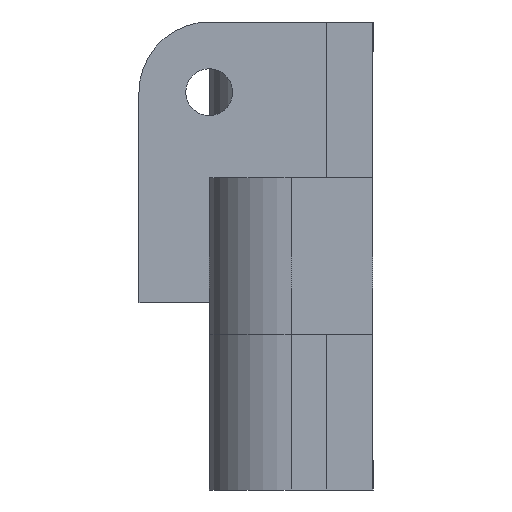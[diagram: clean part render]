
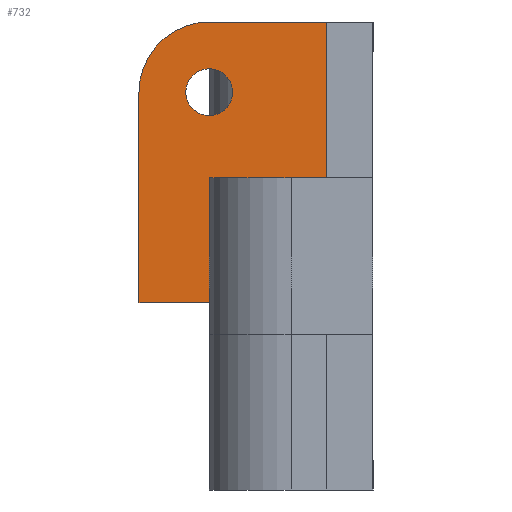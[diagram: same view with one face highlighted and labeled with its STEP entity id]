
A CAD part, left-side view. The second image highlights one B-rep face of the part: STEP entity #732.
In plain terms, the highlighted planar face has unit normal (-1, 0, 0).
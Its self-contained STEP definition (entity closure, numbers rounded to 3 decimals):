
#18=FACE_BOUND('',#105,.T.);
#33=PLANE('',#802);
#64=FACE_OUTER_BOUND('',#104,.T.);
#104=EDGE_LOOP('',(#564,#565,#566,#567,#568));
#105=EDGE_LOOP('',(#569));
#142=CIRCLE('',#795,1.5);
#143=CIRCLE('',#798,0.5);
#162=LINE('',#1059,#245);
#181=LINE('',#1108,#264);
#186=LINE('',#1123,#269);
#187=LINE('',#1124,#270);
#245=VECTOR('',#853,10.);
#264=VECTOR('',#900,10.);
#269=VECTOR('',#917,10.);
#270=VECTOR('',#918,10.);
#329=VERTEX_POINT('',#1056);
#330=VERTEX_POINT('',#1058);
#345=VERTEX_POINT('',#1102);
#346=VERTEX_POINT('',#1104);
#347=VERTEX_POINT('',#1110);
#350=VERTEX_POINT('',#1122);
#400=EDGE_CURVE('',#330,#329,#162,.T.);
#423=EDGE_CURVE('',#346,#345,#142,.T.);
#425=EDGE_CURVE('',#345,#330,#181,.T.);
#426=EDGE_CURVE('',#347,#347,#143,.T.);
#432=EDGE_CURVE('',#350,#329,#186,.T.);
#433=EDGE_CURVE('',#350,#346,#187,.T.);
#564=ORIENTED_EDGE('',*,*,#423,.T.);
#565=ORIENTED_EDGE('',*,*,#425,.T.);
#566=ORIENTED_EDGE('',*,*,#400,.T.);
#567=ORIENTED_EDGE('',*,*,#432,.F.);
#568=ORIENTED_EDGE('',*,*,#433,.T.);
#569=ORIENTED_EDGE('',*,*,#426,.T.);
#732=ADVANCED_FACE('',(#64,#18),#33,.T.);
#795=AXIS2_PLACEMENT_3D('',#1105,#895,#896);
#798=AXIS2_PLACEMENT_3D('',#1111,#903,#904);
#802=AXIS2_PLACEMENT_3D('',#1121,#915,#916);
#853=DIRECTION('',(0.,-1.,0.));
#895=DIRECTION('center_axis',(-1.,0.,0.));
#896=DIRECTION('ref_axis',(0.,0.,1.));
#900=DIRECTION('',(0.,0.,-1.));
#903=DIRECTION('center_axis',(1.,0.,0.));
#904=DIRECTION('ref_axis',(0.,0.,-1.));
#915=DIRECTION('center_axis',(-1.,0.,0.));
#916=DIRECTION('ref_axis',(0.,0.,1.));
#917=DIRECTION('',(0.,0.,-1.));
#918=DIRECTION('',(0.,1.,0.));
#1056=CARTESIAN_POINT('',(-7.333,1.,-6.));
#1058=CARTESIAN_POINT('',(-7.333,5.,-6.));
#1059=CARTESIAN_POINT('',(-7.333,5.,-6.));
#1102=CARTESIAN_POINT('',(-7.333,5.,-1.5));
#1104=CARTESIAN_POINT('',(-7.333,3.5,0.));
#1105=CARTESIAN_POINT('Origin',(-7.333,3.5,-1.5));
#1108=CARTESIAN_POINT('',(-7.333,5.,-1.5));
#1110=CARTESIAN_POINT('',(-7.333,3.5,-1.));
#1111=CARTESIAN_POINT('Origin',(-7.333,3.5,-1.5));
#1121=CARTESIAN_POINT('Origin',(-7.333,3.5,-1.5));
#1122=CARTESIAN_POINT('',(-7.333,1.,0.));
#1123=CARTESIAN_POINT('',(-7.333,1.,-0.75));
#1124=CARTESIAN_POINT('',(-7.333,2.,0.));
